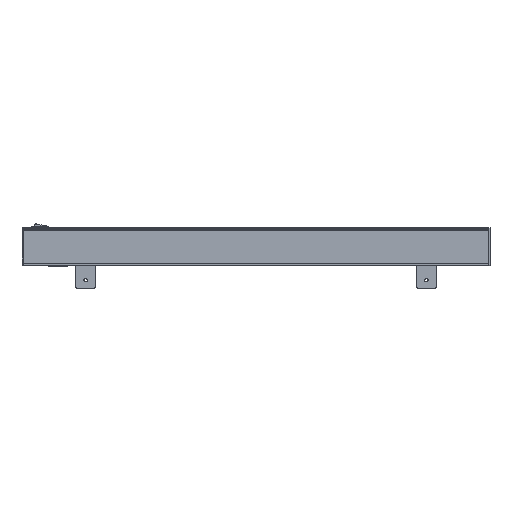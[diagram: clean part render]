
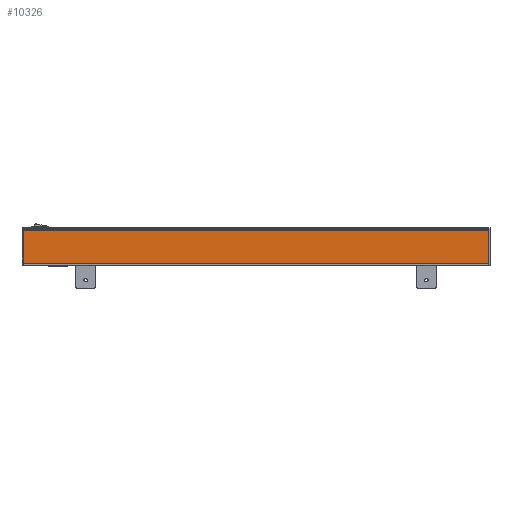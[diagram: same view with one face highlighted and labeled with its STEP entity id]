
A CAD part, front view. The second image highlights one B-rep face of the part: STEP entity #10326.
In plain terms, the highlighted planar face has unit normal (0, -1, 0).
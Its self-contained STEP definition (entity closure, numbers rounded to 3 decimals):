
#1677=FACE_OUTER_BOUND('',#2259,.T.);
#2259=EDGE_LOOP('',(#9470,#9471,#9472,#9473));
#3088=LINE('',#18461,#3922);
#3089=LINE('',#18463,#3923);
#3090=LINE('',#18465,#3924);
#3091=LINE('',#18466,#3925);
#3922=VECTOR('',#14741,861.5);
#3923=VECTOR('',#14742,66.);
#3924=VECTOR('',#14743,861.5);
#3925=VECTOR('',#14744,66.);
#4950=VERTEX_POINT('',#18459);
#4951=VERTEX_POINT('',#18460);
#4952=VERTEX_POINT('',#18462);
#4953=VERTEX_POINT('',#18464);
#6462=EDGE_CURVE('',#4950,#4951,#3088,.T.);
#6463=EDGE_CURVE('',#4951,#4952,#3089,.T.);
#6464=EDGE_CURVE('',#4952,#4953,#3090,.T.);
#6465=EDGE_CURVE('',#4953,#4950,#3091,.T.);
#9470=ORIENTED_EDGE('',*,*,#6462,.T.);
#9471=ORIENTED_EDGE('',*,*,#6463,.T.);
#9472=ORIENTED_EDGE('',*,*,#6464,.T.);
#9473=ORIENTED_EDGE('',*,*,#6465,.T.);
#9797=PLANE('',#11717);
#10326=ADVANCED_FACE('',(#1677),#9797,.T.);
#11717=AXIS2_PLACEMENT_3D('',#18458,#14739,#14740);
#14739=DIRECTION('center_axis',(0.,-1.,0.));
#14740=DIRECTION('ref_axis',(0.,0.,-1.));
#14741=DIRECTION('',(1.,0.,0.));
#14742=DIRECTION('',(0.,0.,1.));
#14743=DIRECTION('',(-1.,0.,0.));
#14744=DIRECTION('',(0.,0.,-1.));
#18458=CARTESIAN_POINT('Origin',(-8.115,1.3,6.615));
#18459=CARTESIAN_POINT('',(0.5,1.3,-68.));
#18460=CARTESIAN_POINT('',(862.,1.3,-68.));
#18461=CARTESIAN_POINT('',(0.5,1.3,-68.));
#18462=CARTESIAN_POINT('',(862.,1.3,-2.));
#18463=CARTESIAN_POINT('',(862.,1.3,-68.));
#18464=CARTESIAN_POINT('',(0.5,1.3,-2.));
#18465=CARTESIAN_POINT('',(862.,1.3,-2.));
#18466=CARTESIAN_POINT('',(0.5,1.3,-2.));
